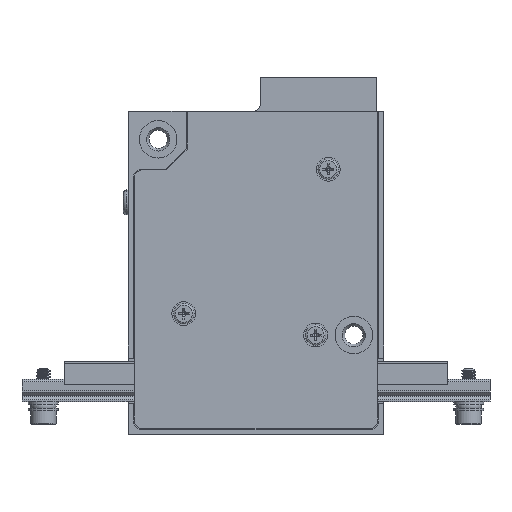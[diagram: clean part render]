
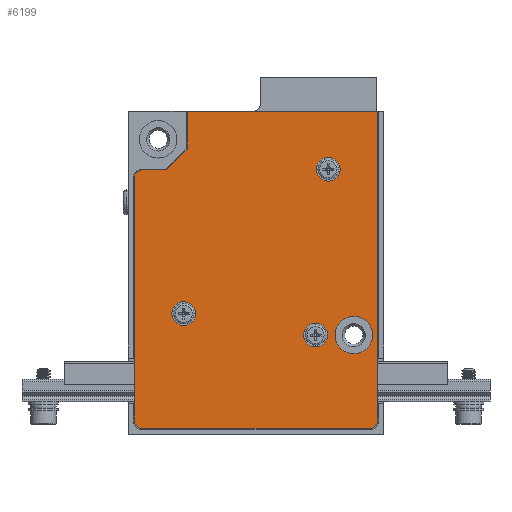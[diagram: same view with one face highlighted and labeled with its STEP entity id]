
A CAD part, top view. The second image highlights one B-rep face of the part: STEP entity #6199.
In plain terms, the highlighted planar face has unit normal (0, 0, 1).
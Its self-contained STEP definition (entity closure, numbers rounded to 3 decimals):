
#3202=PLANE('',#58853);
#3499=FACE_BOUND('',#12055,.T.);
#3500=FACE_BOUND('',#12056,.T.);
#3501=FACE_BOUND('',#12057,.T.);
#3502=FACE_BOUND('',#12058,.T.);
#3503=FACE_BOUND('',#12059,.T.);
#6199=ADVANCED_FACE('',(#3499,#3500,#3501,#3502,#3503),#3202,.T.);
#12055=EDGE_LOOP('',(#41378));
#12056=EDGE_LOOP('',(#41379));
#12057=EDGE_LOOP('',(#41380));
#12058=EDGE_LOOP('',(#41381));
#12059=EDGE_LOOP('',(#41382,#41383,#41384,#41385,#41386,#41387,#41388,#41389,
#41390,#41391));
#18953=LINE('',#92589,#25866);
#18959=LINE('',#92603,#25872);
#18961=LINE('',#92607,#25874);
#18967=LINE('',#92620,#25880);
#18970=LINE('',#92626,#25883);
#18973=LINE('',#92632,#25886);
#18976=LINE('',#92638,#25889);
#25866=VECTOR('',#72750,1.);
#25872=VECTOR('',#72758,1.);
#25874=VECTOR('',#72762,1.);
#25880=VECTOR('',#72770,1.);
#25883=VECTOR('',#72775,1.);
#25886=VECTOR('',#72780,1.);
#25889=VECTOR('',#72785,1.);
#41378=ORIENTED_EDGE('',*,*,#54445,.T.);
#41379=ORIENTED_EDGE('',*,*,#54446,.T.);
#41380=ORIENTED_EDGE('',*,*,#54447,.T.);
#41381=ORIENTED_EDGE('',*,*,#54448,.T.);
#41382=ORIENTED_EDGE('',*,*,#54427,.T.);
#41383=ORIENTED_EDGE('',*,*,#54449,.T.);
#41384=ORIENTED_EDGE('',*,*,#54429,.T.);
#41385=ORIENTED_EDGE('',*,*,#54435,.T.);
#41386=ORIENTED_EDGE('',*,*,#54438,.T.);
#41387=ORIENTED_EDGE('',*,*,#54441,.T.);
#41388=ORIENTED_EDGE('',*,*,#54444,.T.);
#41389=ORIENTED_EDGE('',*,*,#54450,.T.);
#41390=ORIENTED_EDGE('',*,*,#54421,.T.);
#41391=ORIENTED_EDGE('',*,*,#54451,.T.);
#46644=VERTEX_POINT('',#92590);
#46645=VERTEX_POINT('',#92591);
#46650=VERTEX_POINT('',#92602);
#46651=VERTEX_POINT('',#92604);
#46652=VERTEX_POINT('',#92608);
#46653=VERTEX_POINT('',#92609);
#46657=VERTEX_POINT('',#92619);
#46659=VERTEX_POINT('',#92625);
#46661=VERTEX_POINT('',#92631);
#46663=VERTEX_POINT('',#92637);
#46664=VERTEX_POINT('',#92641);
#46665=VERTEX_POINT('',#92643);
#46666=VERTEX_POINT('',#92645);
#46667=VERTEX_POINT('',#92647);
#54421=EDGE_CURVE('',#46644,#46645,#18953,.T.);
#54427=EDGE_CURVE('',#46651,#46650,#18959,.T.);
#54429=EDGE_CURVE('',#46652,#46653,#18961,.T.);
#54435=EDGE_CURVE('',#46653,#46657,#18967,.T.);
#54438=EDGE_CURVE('',#46657,#46659,#18970,.T.);
#54441=EDGE_CURVE('',#46659,#46661,#18973,.T.);
#54444=EDGE_CURVE('',#46661,#46663,#18976,.T.);
#54445=EDGE_CURVE('',#46664,#46664,#55326,.T.);
#54446=EDGE_CURVE('',#46665,#46665,#55327,.T.);
#54447=EDGE_CURVE('',#46666,#46666,#55328,.T.);
#54448=EDGE_CURVE('',#46667,#46667,#55329,.T.);
#54449=EDGE_CURVE('',#46650,#46652,#55330,.T.);
#54450=EDGE_CURVE('',#46663,#46644,#55331,.T.);
#54451=EDGE_CURVE('',#46645,#46651,#55332,.T.);
#55326=CIRCLE('',#58846,1.4);
#55327=CIRCLE('',#58847,1.4);
#55328=CIRCLE('',#58848,1.4);
#55329=CIRCLE('',#58849,2.2);
#55330=CIRCLE('',#58850,0.9);
#55331=CIRCLE('',#58851,0.9);
#55332=CIRCLE('',#58852,0.9);
#58846=AXIS2_PLACEMENT_3D('',#92640,#72788,#72789);
#58847=AXIS2_PLACEMENT_3D('',#92642,#72790,#72791);
#58848=AXIS2_PLACEMENT_3D('',#92644,#72792,#72793);
#58849=AXIS2_PLACEMENT_3D('',#92646,#72794,#72795);
#58850=AXIS2_PLACEMENT_3D('',#92648,#72796,#72797);
#58851=AXIS2_PLACEMENT_3D('',#92649,#72798,#72799);
#58852=AXIS2_PLACEMENT_3D('',#92650,#72800,#72801);
#58853=AXIS2_PLACEMENT_3D('',#92651,#72802,#72803);
#72750=DIRECTION('',(0.,-1.,0.));
#72758=DIRECTION('',(1.,0.,0.));
#72762=DIRECTION('',(0.,1.,0.));
#72770=DIRECTION('',(-1.,0.,0.));
#72775=DIRECTION('',(0.,-1.,0.));
#72780=DIRECTION('',(-0.707,-0.707,0.));
#72785=DIRECTION('',(-1.,0.,0.));
#72788=DIRECTION('',(0.,0.,-1.));
#72789=DIRECTION('',(-1.,0.,0.));
#72790=DIRECTION('',(0.,0.,-1.));
#72791=DIRECTION('',(-1.,0.,0.));
#72792=DIRECTION('',(0.,0.,-1.));
#72793=DIRECTION('',(-1.,0.,0.));
#72794=DIRECTION('',(0.,0.,-1.));
#72795=DIRECTION('',(-1.,0.,0.));
#72796=DIRECTION('',(0.,0.,1.));
#72797=DIRECTION('',(1.,0.,0.));
#72798=DIRECTION('',(0.,0.,1.));
#72799=DIRECTION('',(1.,0.,0.));
#72800=DIRECTION('',(0.,0.,1.));
#72801=DIRECTION('',(1.,0.,0.));
#72802=DIRECTION('',(0.,0.,1.));
#72803=DIRECTION('',(1.,0.,0.));
#92589=CARTESIAN_POINT('',(-14.3,30.4,0.1));
#92590=CARTESIAN_POINT('',(-14.3,29.5,0.1));
#92591=CARTESIAN_POINT('',(-14.3,0.9,0.1));
#92602=CARTESIAN_POINT('',(13.4,0.,0.1));
#92603=CARTESIAN_POINT('',(-14.3,0.,0.1));
#92604=CARTESIAN_POINT('',(-13.4,0.,0.1));
#92607=CARTESIAN_POINT('',(14.3,0.,0.1));
#92608=CARTESIAN_POINT('',(14.3,0.9,0.1));
#92609=CARTESIAN_POINT('',(14.3,37.3,0.1));
#92619=CARTESIAN_POINT('',(-8.1,37.3,0.1));
#92620=CARTESIAN_POINT('',(14.3,37.3,0.1));
#92625=CARTESIAN_POINT('',(-8.1,32.85,0.1));
#92626=CARTESIAN_POINT('',(-8.1,37.3,0.1));
#92631=CARTESIAN_POINT('',(-10.55,30.4,0.1));
#92632=CARTESIAN_POINT('',(-8.1,32.85,0.1));
#92637=CARTESIAN_POINT('',(-13.4,30.4,0.1));
#92638=CARTESIAN_POINT('',(-10.55,30.4,0.1));
#92640=CARTESIAN_POINT('',(8.485,30.485,0.1));
#92641=CARTESIAN_POINT('',(7.085,30.485,0.1));
#92642=CARTESIAN_POINT('',(7.,11.,0.1));
#92643=CARTESIAN_POINT('',(5.6,11.,0.1));
#92644=CARTESIAN_POINT('',(-8.485,13.515,0.1));
#92645=CARTESIAN_POINT('',(-9.885,13.515,0.1));
#92646=CARTESIAN_POINT('',(11.5,11.,0.1));
#92647=CARTESIAN_POINT('',(9.3,11.,0.1));
#92648=CARTESIAN_POINT('',(13.4,0.9,0.1));
#92649=CARTESIAN_POINT('',(-13.4,29.5,0.1));
#92650=CARTESIAN_POINT('',(-13.4,0.9,0.1));
#92651=CARTESIAN_POINT('',(0.,0.,0.1));
